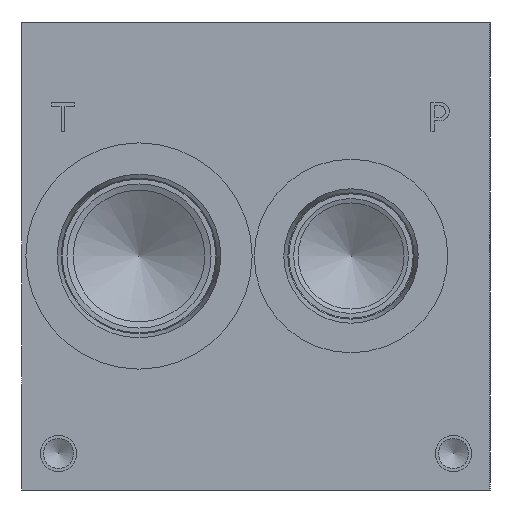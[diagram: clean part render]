
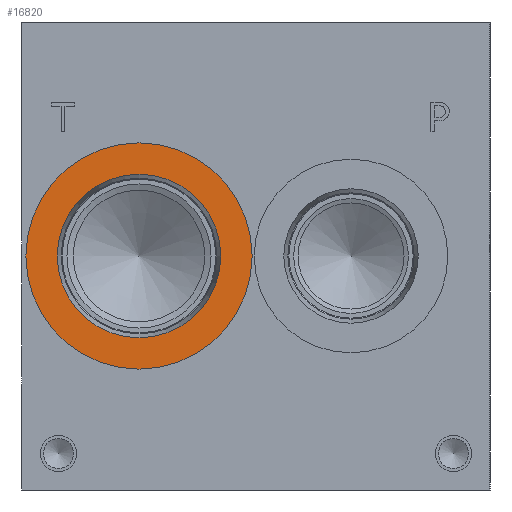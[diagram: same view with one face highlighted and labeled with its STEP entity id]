
A CAD part, left-side view. The second image highlights one B-rep face of the part: STEP entity #16820.
In plain terms, the highlighted planar face has unit normal (-1, 0, 0).
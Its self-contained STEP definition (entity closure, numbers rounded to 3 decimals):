
#394=CIRCLE('',#17668,24.562);
#395=CIRCLE('',#17669,24.562);
#396=CIRCLE('',#17671,17.755);
#397=CIRCLE('',#17672,17.755);
#848=FACE_BOUND('',#3151,.T.);
#2174=FACE_OUTER_BOUND('',#3150,.T.);
#3150=EDGE_LOOP('',(#13984,#13985));
#3151=EDGE_LOOP('',(#13986,#13987));
#7613=VERTEX_POINT('',#28391);
#7614=VERTEX_POINT('',#28393);
#7615=VERTEX_POINT('',#28397);
#7616=VERTEX_POINT('',#28398);
#9844=EDGE_CURVE('',#7613,#7614,#394,.T.);
#9845=EDGE_CURVE('',#7614,#7613,#395,.T.);
#9846=EDGE_CURVE('',#7615,#7616,#396,.T.);
#9847=EDGE_CURVE('',#7616,#7615,#397,.T.);
#13984=ORIENTED_EDGE('',*,*,#9845,.F.);
#13985=ORIENTED_EDGE('',*,*,#9844,.F.);
#13986=ORIENTED_EDGE('',*,*,#9846,.T.);
#13987=ORIENTED_EDGE('',*,*,#9847,.T.);
#15540=PLANE('',#17670);
#16820=ADVANCED_FACE('',(#2174,#848),#15540,.F.);
#17668=AXIS2_PLACEMENT_3D('',#28394,#20768,#20769);
#17669=AXIS2_PLACEMENT_3D('',#28395,#20770,#20771);
#17670=AXIS2_PLACEMENT_3D('',#28396,#20772,#20773);
#17671=AXIS2_PLACEMENT_3D('',#28399,#20774,#20775);
#17672=AXIS2_PLACEMENT_3D('',#28400,#20776,#20777);
#20768=DIRECTION('center_axis',(1.,0.,0.));
#20769=DIRECTION('ref_axis',(0.,0.,-1.));
#20770=DIRECTION('center_axis',(1.,0.,0.));
#20771=DIRECTION('ref_axis',(0.,0.,-1.));
#20772=DIRECTION('center_axis',(1.,0.,0.));
#20773=DIRECTION('ref_axis',(0.,0.,-1.));
#20774=DIRECTION('center_axis',(1.,0.,0.));
#20775=DIRECTION('ref_axis',(0.,0.,-1.));
#20776=DIRECTION('center_axis',(1.,0.,0.));
#20777=DIRECTION('ref_axis',(0.,0.,-1.));
#28391=CARTESIAN_POINT('',(0.787,76.2,26.238));
#28393=CARTESIAN_POINT('',(0.787,76.2,75.362));
#28394=CARTESIAN_POINT('Origin',(0.787,76.2,50.8));
#28395=CARTESIAN_POINT('Origin',(0.787,76.2,50.8));
#28396=CARTESIAN_POINT('Origin',(0.787,76.2,68.555));
#28397=CARTESIAN_POINT('',(0.787,76.2,68.555));
#28398=CARTESIAN_POINT('',(0.787,76.2,33.045));
#28399=CARTESIAN_POINT('Origin',(0.787,76.2,50.8));
#28400=CARTESIAN_POINT('Origin',(0.787,76.2,50.8));
